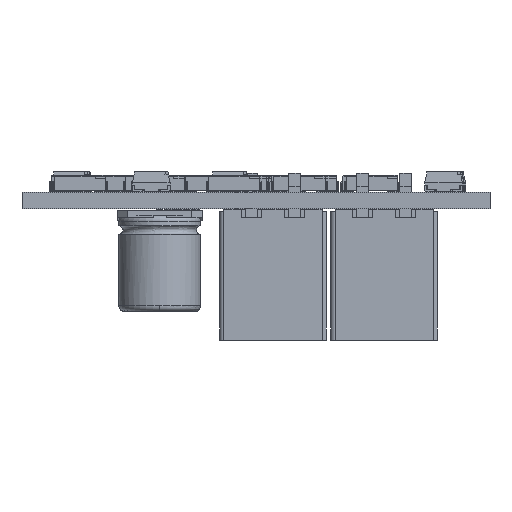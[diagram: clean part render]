
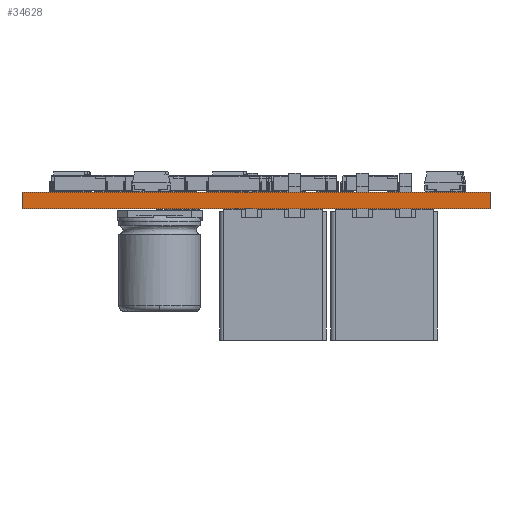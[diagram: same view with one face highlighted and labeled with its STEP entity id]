
A CAD part, front view. The second image highlights one B-rep face of the part: STEP entity #34628.
In plain terms, the highlighted planar face has unit normal (0, -1, 0).
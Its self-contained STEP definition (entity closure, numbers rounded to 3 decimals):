
#25866 = PLANE('',#25867);
#25867 = AXIS2_PLACEMENT_3D('',#25868,#25869,#25870);
#25868 = CARTESIAN_POINT('',(119.701,-110.992,1.58));
#25869 = DIRECTION('',(-0.,-0.,-1.));
#25870 = DIRECTION('',(-1.,0.,0.));
#25920 = PLANE('',#25921);
#25921 = AXIS2_PLACEMENT_3D('',#25922,#25923,#25924);
#25922 = CARTESIAN_POINT('',(119.701,-110.992,0.));
#25923 = DIRECTION('',(-0.,-0.,-1.));
#25924 = DIRECTION('',(-1.,0.,0.));
#26785 = VERTEX_POINT('',#26786);
#26786 = CARTESIAN_POINT('',(145.064,-189.325,0.));
#26800 = PLANE('',#26801);
#26801 = AXIS2_PLACEMENT_3D('',#26802,#26803,#26804);
#26802 = CARTESIAN_POINT('',(145.064,-78.2,0.));
#26803 = DIRECTION('',(1.,0.,-0.));
#26804 = DIRECTION('',(0.,-1.,0.));
#26812 = EDGE_CURVE('',#26785,#26813,#26815,.T.);
#26813 = VERTEX_POINT('',#26814);
#26814 = CARTESIAN_POINT('',(99.344,-189.325,0.));
#26815 = SURFACE_CURVE('',#26816,(#26820,#26827),.PCURVE_S1.);
#26816 = LINE('',#26817,#26818);
#26817 = CARTESIAN_POINT('',(145.064,-189.325,0.));
#26818 = VECTOR('',#26819,1.);
#26819 = DIRECTION('',(-1.,0.,0.));
#26820 = PCURVE('',#25920,#26821);
#26821 = DEFINITIONAL_REPRESENTATION('',(#26822),#26826);
#26822 = LINE('',#26823,#26824);
#26823 = CARTESIAN_POINT('',(-25.363,-78.333));
#26824 = VECTOR('',#26825,1.);
#26825 = DIRECTION('',(1.,0.));
#26826 = ( GEOMETRIC_REPRESENTATION_CONTEXT(2) 
PARAMETRIC_REPRESENTATION_CONTEXT() REPRESENTATION_CONTEXT('2D SPACE',''
  ) );
#26827 = PCURVE('',#26828,#26833);
#26828 = PLANE('',#26829);
#26829 = AXIS2_PLACEMENT_3D('',#26830,#26831,#26832);
#26830 = CARTESIAN_POINT('',(145.064,-189.325,0.));
#26831 = DIRECTION('',(0.,-1.,0.));
#26832 = DIRECTION('',(-1.,0.,0.));
#26833 = DEFINITIONAL_REPRESENTATION('',(#26834),#26838);
#26834 = LINE('',#26835,#26836);
#26835 = CARTESIAN_POINT('',(0.,-0.));
#26836 = VECTOR('',#26837,1.);
#26837 = DIRECTION('',(1.,0.));
#26838 = ( GEOMETRIC_REPRESENTATION_CONTEXT(2) 
PARAMETRIC_REPRESENTATION_CONTEXT() REPRESENTATION_CONTEXT('2D SPACE',''
  ) );
#26856 = PLANE('',#26857);
#26857 = AXIS2_PLACEMENT_3D('',#26858,#26859,#26860);
#26858 = CARTESIAN_POINT('',(99.344,-189.325,0.));
#26859 = DIRECTION('',(-1.,0.,0.));
#26860 = DIRECTION('',(0.,1.,0.));
#31276 = VERTEX_POINT('',#31277);
#31277 = CARTESIAN_POINT('',(145.064,-189.325,1.58));
#31298 = EDGE_CURVE('',#31276,#31299,#31301,.T.);
#31299 = VERTEX_POINT('',#31300);
#31300 = CARTESIAN_POINT('',(99.344,-189.325,1.58));
#31301 = SURFACE_CURVE('',#31302,(#31306,#31313),.PCURVE_S1.);
#31302 = LINE('',#31303,#31304);
#31303 = CARTESIAN_POINT('',(145.064,-189.325,1.58));
#31304 = VECTOR('',#31305,1.);
#31305 = DIRECTION('',(-1.,0.,0.));
#31306 = PCURVE('',#25866,#31307);
#31307 = DEFINITIONAL_REPRESENTATION('',(#31308),#31312);
#31308 = LINE('',#31309,#31310);
#31309 = CARTESIAN_POINT('',(-25.363,-78.333));
#31310 = VECTOR('',#31311,1.);
#31311 = DIRECTION('',(1.,0.));
#31312 = ( GEOMETRIC_REPRESENTATION_CONTEXT(2) 
PARAMETRIC_REPRESENTATION_CONTEXT() REPRESENTATION_CONTEXT('2D SPACE',''
  ) );
#31313 = PCURVE('',#26828,#31314);
#31314 = DEFINITIONAL_REPRESENTATION('',(#31315),#31319);
#31315 = LINE('',#31316,#31317);
#31316 = CARTESIAN_POINT('',(0.,-1.58));
#31317 = VECTOR('',#31318,1.);
#31318 = DIRECTION('',(1.,0.));
#31319 = ( GEOMETRIC_REPRESENTATION_CONTEXT(2) 
PARAMETRIC_REPRESENTATION_CONTEXT() REPRESENTATION_CONTEXT('2D SPACE',''
  ) );
#34578 = EDGE_CURVE('',#26813,#31299,#34579,.T.);
#34579 = SURFACE_CURVE('',#34580,(#34584,#34591),.PCURVE_S1.);
#34580 = LINE('',#34581,#34582);
#34581 = CARTESIAN_POINT('',(99.344,-189.325,0.));
#34582 = VECTOR('',#34583,1.);
#34583 = DIRECTION('',(0.,0.,1.));
#34584 = PCURVE('',#26856,#34585);
#34585 = DEFINITIONAL_REPRESENTATION('',(#34586),#34590);
#34586 = LINE('',#34587,#34588);
#34587 = CARTESIAN_POINT('',(0.,0.));
#34588 = VECTOR('',#34589,1.);
#34589 = DIRECTION('',(0.,-1.));
#34590 = ( GEOMETRIC_REPRESENTATION_CONTEXT(2) 
PARAMETRIC_REPRESENTATION_CONTEXT() REPRESENTATION_CONTEXT('2D SPACE',''
  ) );
#34591 = PCURVE('',#26828,#34592);
#34592 = DEFINITIONAL_REPRESENTATION('',(#34593),#34597);
#34593 = LINE('',#34594,#34595);
#34594 = CARTESIAN_POINT('',(45.72,0.));
#34595 = VECTOR('',#34596,1.);
#34596 = DIRECTION('',(0.,-1.));
#34597 = ( GEOMETRIC_REPRESENTATION_CONTEXT(2) 
PARAMETRIC_REPRESENTATION_CONTEXT() REPRESENTATION_CONTEXT('2D SPACE',''
  ) );
#34628 = ADVANCED_FACE('',(#34629),#26828,.T.);
#34629 = FACE_BOUND('',#34630,.T.);
#34630 = EDGE_LOOP('',(#34631,#34652,#34653,#34654));
#34631 = ORIENTED_EDGE('',*,*,#34632,.T.);
#34632 = EDGE_CURVE('',#26785,#31276,#34633,.T.);
#34633 = SURFACE_CURVE('',#34634,(#34638,#34645),.PCURVE_S1.);
#34634 = LINE('',#34635,#34636);
#34635 = CARTESIAN_POINT('',(145.064,-189.325,0.));
#34636 = VECTOR('',#34637,1.);
#34637 = DIRECTION('',(0.,0.,1.));
#34638 = PCURVE('',#26828,#34639);
#34639 = DEFINITIONAL_REPRESENTATION('',(#34640),#34644);
#34640 = LINE('',#34641,#34642);
#34641 = CARTESIAN_POINT('',(0.,-0.));
#34642 = VECTOR('',#34643,1.);
#34643 = DIRECTION('',(0.,-1.));
#34644 = ( GEOMETRIC_REPRESENTATION_CONTEXT(2) 
PARAMETRIC_REPRESENTATION_CONTEXT() REPRESENTATION_CONTEXT('2D SPACE',''
  ) );
#34645 = PCURVE('',#26800,#34646);
#34646 = DEFINITIONAL_REPRESENTATION('',(#34647),#34651);
#34647 = LINE('',#34648,#34649);
#34648 = CARTESIAN_POINT('',(111.125,0.));
#34649 = VECTOR('',#34650,1.);
#34650 = DIRECTION('',(0.,-1.));
#34651 = ( GEOMETRIC_REPRESENTATION_CONTEXT(2) 
PARAMETRIC_REPRESENTATION_CONTEXT() REPRESENTATION_CONTEXT('2D SPACE',''
  ) );
#34652 = ORIENTED_EDGE('',*,*,#31298,.T.);
#34653 = ORIENTED_EDGE('',*,*,#34578,.F.);
#34654 = ORIENTED_EDGE('',*,*,#26812,.F.);
